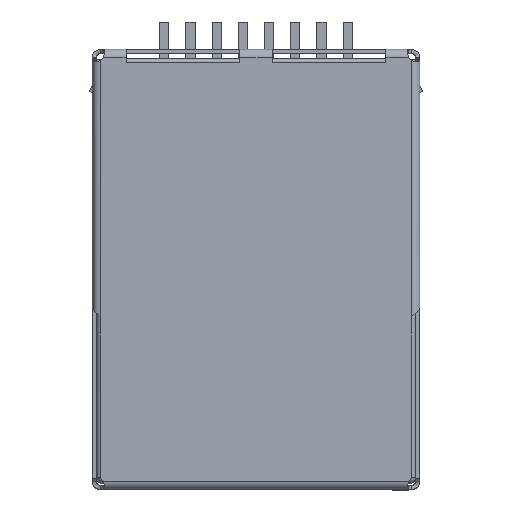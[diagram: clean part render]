
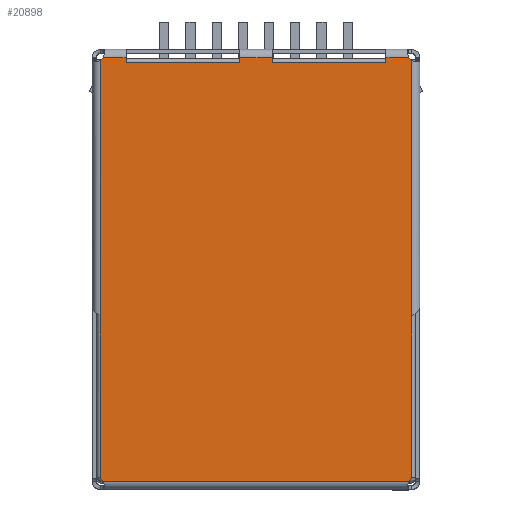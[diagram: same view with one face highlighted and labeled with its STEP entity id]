
A CAD part, top view. The second image highlights one B-rep face of the part: STEP entity #20898.
In plain terms, the highlighted planar face has unit normal (0, 0, 1).
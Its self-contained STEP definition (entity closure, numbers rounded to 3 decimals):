
#1596 = EDGE_CURVE ( 'NONE', #27690, #27686, #12785, .T. ) ;
#1598 = EDGE_CURVE ( 'NONE', #27560, #27302, #12789, .T. ) ;
#1603 = EDGE_CURVE ( 'NONE', #27631, #27639, #12793, .T. ) ;
#1607 = EDGE_CURVE ( 'NONE', #27692, #27670, #12796, .T. ) ;
#1609 = EDGE_CURVE ( 'NONE', #27419, #27625, #12787, .T. ) ;
#1613 = EDGE_CURVE ( 'NONE', #9124, #9109, #12801, .T. ) ;
#2175 = ORIENTED_EDGE ( 'NONE', *, *, #1607, .T. ) ;
#2183 = ORIENTED_EDGE ( 'NONE', *, *, #28531, .F. ) ;
#2202 = ORIENTED_EDGE ( 'NONE', *, *, #28522, .T. ) ;
#2225 = ORIENTED_EDGE ( 'NONE', *, *, #1613, .T. ) ;
#2269 = PLANE ( 'NONE',  #18172 ) ;
#2289 = CARTESIAN_POINT ( 'NONE',  ( -0.102, -0.311, 0.4 ) ) ;
#2290 = DIRECTION ( 'NONE',  ( 0., 0., 1. ) ) ;
#2291 = DIRECTION ( 'NONE',  ( 1., 0., 0. ) ) ;
#9093 = VERTEX_POINT ( 'NONE', #10361 ) ;
#9104 = VERTEX_POINT ( 'NONE', #10372 ) ;
#9109 = VERTEX_POINT ( 'NONE', #10377 ) ;
#9124 = VERTEX_POINT ( 'NONE', #10392 ) ;
#9177 = VERTEX_POINT ( 'NONE', #10427 ) ;
#9540 = VERTEX_POINT ( 'NONE', #10649 ) ;
#9597 = VERTEX_POINT ( 'NONE', #10684 ) ;
#9604 = VERTEX_POINT ( 'NONE', #10688 ) ;
#10361 = CARTESIAN_POINT ( 'NONE',  ( 0.2, 0.235, 0.4 ) ) ;
#10372 = CARTESIAN_POINT ( 'NONE',  ( 8.55, 20.407, 0.4 ) ) ;
#10377 = CARTESIAN_POINT ( 'NONE',  ( 15.165, 0.1, 0.4 ) ) ;
#10392 = CARTESIAN_POINT ( 'NONE',  ( 0.335, 0.1, 0.4 ) ) ;
#10427 = CARTESIAN_POINT ( 'NONE',  ( 6.95, 20.407, 0.4 ) ) ;
#10649 = CARTESIAN_POINT ( 'NONE',  ( 1.45, 20.407, 0.4 ) ) ;
#10684 = CARTESIAN_POINT ( 'NONE',  ( 15.3, 0.235, 0.4 ) ) ;
#10688 = CARTESIAN_POINT ( 'NONE',  ( 14.05, 20.407, 0.4 ) ) ;
#12785 = LINE ( 'NONE', #24039, #12788 ) ;
#12787 = LINE ( 'NONE', #24088, #12797 ) ;
#12788 = VECTOR ( 'NONE', #24045, 1000. ) ;
#12789 = LINE ( 'NONE', #24047, #12791 ) ;
#12791 = VECTOR ( 'NONE', #24046, 1000. ) ;
#12793 = LINE ( 'NONE', #24060, #12795 ) ;
#12795 = VECTOR ( 'NONE', #24059, 1000. ) ;
#12796 = LINE ( 'NONE', #24077, #12798 ) ;
#12797 = VECTOR ( 'NONE', #24089, 1000. ) ;
#12798 = VECTOR ( 'NONE', #24081, 1000. ) ;
#12801 = LINE ( 'NONE', #24100, #12802 ) ;
#12802 = VECTOR ( 'NONE', #24102, 1000. ) ;
#14442 = ORIENTED_EDGE ( 'NONE', *, *, #28525, .T. ) ;
#14554 = ORIENTED_EDGE ( 'NONE', *, *, #28533, .T. ) ;
#14600 = ORIENTED_EDGE ( 'NONE', *, *, #28523, .F. ) ;
#15533 = CIRCLE ( 'NONE', #20578, 0.4 ) ;
#15535 = CIRCLE ( 'NONE', #20581, 0.4 ) ;
#15537 = LINE ( 'NONE', #23607, #15539 ) ;
#15538 = CIRCLE ( 'NONE', #20579, 0.4 ) ;
#15539 = VECTOR ( 'NONE', #23609, 1000. ) ;
#15540 = LINE ( 'NONE', #23615, #15542 ) ;
#15541 = LINE ( 'NONE', #23625, #15544 ) ;
#15542 = VECTOR ( 'NONE', #23616, 1000. ) ;
#15543 = LINE ( 'NONE', #23627, #15546 ) ;
#15544 = VECTOR ( 'NONE', #23626, 1000. ) ;
#15545 = LINE ( 'NONE', #23629, #15548 ) ;
#15546 = VECTOR ( 'NONE', #23628, 1000. ) ;
#15547 = LINE ( 'NONE', #23631, #15550 ) ;
#15548 = VECTOR ( 'NONE', #23630, 1000. ) ;
#15549 = LINE ( 'NONE', #23633, #15552 ) ;
#15550 = VECTOR ( 'NONE', #23632, 1000. ) ;
#15551 = CIRCLE ( 'NONE', #20580, 0.4 ) ;
#15552 = VECTOR ( 'NONE', #23634, 1000. ) ;
#15553 = LINE ( 'NONE', #23620, #15555 ) ;
#15555 = VECTOR ( 'NONE', #23621, 1000. ) ;
#18172 = AXIS2_PLACEMENT_3D ( 'NONE', #2289, #2290, #2291 ) ;
#19418 = ORIENTED_EDGE ( 'NONE', *, *, #1609, .T. ) ;
#19446 = ORIENTED_EDGE ( 'NONE', *, *, #28530, .F. ) ;
#19460 = ORIENTED_EDGE ( 'NONE', *, *, #28528, .T. ) ;
#19462 = ORIENTED_EDGE ( 'NONE', *, *, #28529, .T. ) ;
#19463 = ORIENTED_EDGE ( 'NONE', *, *, #1603, .T. ) ;
#19473 = ORIENTED_EDGE ( 'NONE', *, *, #28524, .F. ) ;
#19475 = ORIENTED_EDGE ( 'NONE', *, *, #28532, .F. ) ;
#19476 = ORIENTED_EDGE ( 'NONE', *, *, #28526, .T. ) ;
#19478 = ORIENTED_EDGE ( 'NONE', *, *, #1598, .T. ) ;
#19500 = ORIENTED_EDGE ( 'NONE', *, *, #28527, .F. ) ;
#20578 = AXIS2_PLACEMENT_3D ( 'NONE', #23617, #23618, #23619 ) ;
#20579 = AXIS2_PLACEMENT_3D ( 'NONE', #23622, #23623, #23624 ) ;
#20580 = AXIS2_PLACEMENT_3D ( 'NONE', #23636, #23637, #23638 ) ;
#20581 = AXIS2_PLACEMENT_3D ( 'NONE', #23641, #23642, #23643 ) ;
#20898 = ADVANCED_FACE ( 'NONE', ( #26694 ), #2269, .T. ) ;
#21123 = ORIENTED_EDGE ( 'NONE', *, *, #1596, .T. ) ;
#23066 = CARTESIAN_POINT ( 'NONE',  ( 14.05, 20.65, 0.4 ) ) ;
#23145 = CARTESIAN_POINT ( 'NONE',  ( 0.2, 20.515, 0.4 ) ) ;
#23229 = CARTESIAN_POINT ( 'NONE',  ( 15.165, 20.65, 0.4 ) ) ;
#23261 = CARTESIAN_POINT ( 'NONE',  ( 0.2, 8.12, 0.4 ) ) ;
#23264 = CARTESIAN_POINT ( 'NONE',  ( 8.55, 20.65, 0.4 ) ) ;
#23268 = CARTESIAN_POINT ( 'NONE',  ( 6.95, 20.65, 0.4 ) ) ;
#23285 = CARTESIAN_POINT ( 'NONE',  ( 0.335, 20.65, 0.4 ) ) ;
#23292 = CARTESIAN_POINT ( 'NONE',  ( 15.3, 20.515, 0.4 ) ) ;
#23296 = CARTESIAN_POINT ( 'NONE',  ( 15.3, 8.12, 0.4 ) ) ;
#23297 = CARTESIAN_POINT ( 'NONE',  ( 1.45, 20.65, 0.4 ) ) ;
#23607 = CARTESIAN_POINT ( 'NONE',  ( 15.3, 4.178, 0.4 ) ) ;
#23609 = DIRECTION ( 'NONE',  ( 0., -1., 0. ) ) ;
#23615 = CARTESIAN_POINT ( 'NONE',  ( 14.05, 20.529, 0.4 ) ) ;
#23616 = DIRECTION ( 'NONE',  ( 0., -1., 0. ) ) ;
#23617 = CARTESIAN_POINT ( 'NONE',  ( 15.507, -0.107, 0.4 ) ) ;
#23618 = DIRECTION ( 'NONE',  ( 0., 0., -1. ) ) ;
#23619 = DIRECTION ( 'NONE',  ( 1., 0., 0. ) ) ;
#23620 = CARTESIAN_POINT ( 'NONE',  ( 0.2, 4.178, 0.4 ) ) ;
#23621 = DIRECTION ( 'NONE',  ( 0., 1., 0. ) ) ;
#23622 = CARTESIAN_POINT ( 'NONE',  ( 15.507, 20.857, 0.4 ) ) ;
#23623 = DIRECTION ( 'NONE',  ( 0., 0., 1. ) ) ;
#23624 = DIRECTION ( 'NONE',  ( 0., -1., 0. ) ) ;
#23625 = CARTESIAN_POINT ( 'NONE',  ( 11.3, 20.407, 0.4 ) ) ;
#23626 = DIRECTION ( 'NONE',  ( -1., 0., 0. ) ) ;
#23627 = CARTESIAN_POINT ( 'NONE',  ( 8.55, 20.529, 0.4 ) ) ;
#23628 = DIRECTION ( 'NONE',  ( 0., -1., 0. ) ) ;
#23629 = CARTESIAN_POINT ( 'NONE',  ( 6.95, 20.529, 0.4 ) ) ;
#23630 = DIRECTION ( 'NONE',  ( 0., -1., 0. ) ) ;
#23631 = CARTESIAN_POINT ( 'NONE',  ( 4.2, 20.407, 0.4 ) ) ;
#23632 = DIRECTION ( 'NONE',  ( -1., 0., 0. ) ) ;
#23633 = CARTESIAN_POINT ( 'NONE',  ( 1.45, 20.529, 0.4 ) ) ;
#23634 = DIRECTION ( 'NONE',  ( 0., -1., 0. ) ) ;
#23636 = CARTESIAN_POINT ( 'NONE',  ( -0.007, 20.857, 0.4 ) ) ;
#23637 = DIRECTION ( 'NONE',  ( 0., 0., 1. ) ) ;
#23638 = DIRECTION ( 'NONE',  ( 1., 0., 0. ) ) ;
#23641 = CARTESIAN_POINT ( 'NONE',  ( -0.007, -0.107, 0.4 ) ) ;
#23642 = DIRECTION ( 'NONE',  ( 0., 0., -1. ) ) ;
#23643 = DIRECTION ( 'NONE',  ( 0., -1., 0. ) ) ;
#24039 = CARTESIAN_POINT ( 'NONE',  ( 15.3, 10.375, 0.4 ) ) ;
#24045 = DIRECTION ( 'NONE',  ( 0., 1., 0. ) ) ;
#24046 = DIRECTION ( 'NONE',  ( -1., 0., 0. ) ) ;
#24047 = CARTESIAN_POINT ( 'NONE',  ( 7.75, 20.65, 0.4 ) ) ;
#24059 = DIRECTION ( 'NONE',  ( -1., 0., 0. ) ) ;
#24060 = CARTESIAN_POINT ( 'NONE',  ( 7.75, 20.65, 0.4 ) ) ;
#24077 = CARTESIAN_POINT ( 'NONE',  ( 7.75, 20.65, 0.4 ) ) ;
#24081 = DIRECTION ( 'NONE',  ( -1., 0., 0. ) ) ;
#24088 = CARTESIAN_POINT ( 'NONE',  ( 0.2, 10.375, 0.4 ) ) ;
#24089 = DIRECTION ( 'NONE',  ( 0., -1., 0. ) ) ;
#24100 = CARTESIAN_POINT ( 'NONE',  ( 7.75, 0.1, 0.4 ) ) ;
#24102 = DIRECTION ( 'NONE',  ( 1., 0., 0. ) ) ;
#26694 = FACE_OUTER_BOUND ( 'NONE', #28138, .T. ) ;
#27302 = VERTEX_POINT ( 'NONE', #23066 ) ;
#27419 = VERTEX_POINT ( 'NONE', #23145 ) ;
#27560 = VERTEX_POINT ( 'NONE', #23229 ) ;
#27625 = VERTEX_POINT ( 'NONE', #23261 ) ;
#27631 = VERTEX_POINT ( 'NONE', #23264 ) ;
#27639 = VERTEX_POINT ( 'NONE', #23268 ) ;
#27670 = VERTEX_POINT ( 'NONE', #23285 ) ;
#27686 = VERTEX_POINT ( 'NONE', #23292 ) ;
#27690 = VERTEX_POINT ( 'NONE', #23296 ) ;
#27692 = VERTEX_POINT ( 'NONE', #23297 ) ;
#28138 = EDGE_LOOP ( 'NONE', ( #2225, #2202, #14600, #21123, #19473, #19478, #14442, #19476, #19500, #19463, #19460, #19462, #19446, #2175, #2183, #19418, #19475, #14554 ) ) ;
#28522 = EDGE_CURVE ( 'NONE', #9109, #9597, #15533, .T. ) ;
#28523 = EDGE_CURVE ( 'NONE', #27690, #9597, #15537, .T. ) ;
#28524 = EDGE_CURVE ( 'NONE', #27560, #27686, #15538, .T. ) ;
#28525 = EDGE_CURVE ( 'NONE', #27302, #9604, #15540, .T. ) ;
#28526 = EDGE_CURVE ( 'NONE', #9604, #9104, #15541, .T. ) ;
#28527 = EDGE_CURVE ( 'NONE', #27631, #9104, #15543, .T. ) ;
#28528 = EDGE_CURVE ( 'NONE', #27639, #9177, #15545, .T. ) ;
#28529 = EDGE_CURVE ( 'NONE', #9177, #9540, #15547, .T. ) ;
#28530 = EDGE_CURVE ( 'NONE', #27692, #9540, #15549, .T. ) ;
#28531 = EDGE_CURVE ( 'NONE', #27419, #27670, #15551, .T. ) ;
#28532 = EDGE_CURVE ( 'NONE', #9093, #27625, #15553, .T. ) ;
#28533 = EDGE_CURVE ( 'NONE', #9093, #9124, #15535, .T. ) ;
